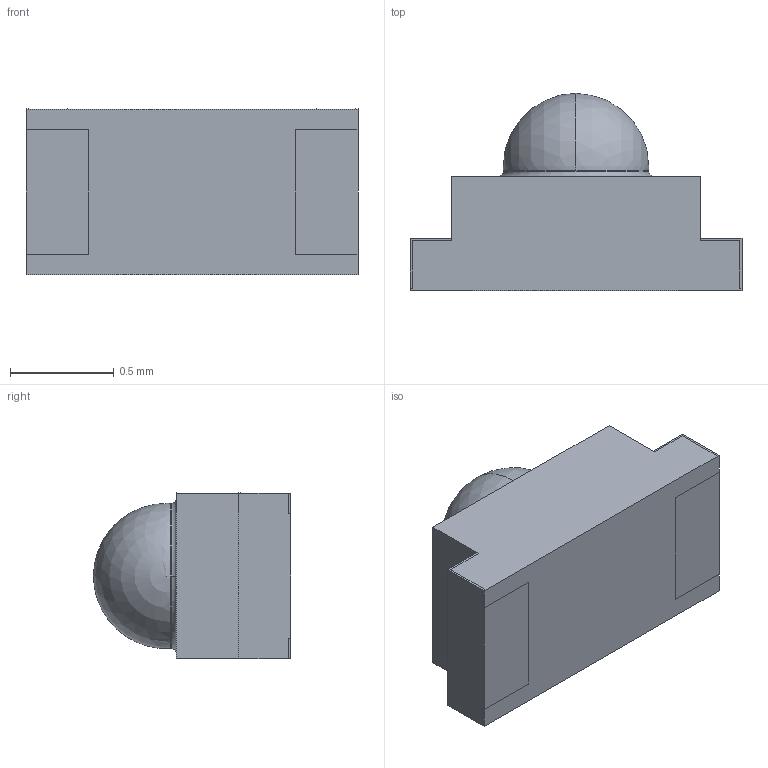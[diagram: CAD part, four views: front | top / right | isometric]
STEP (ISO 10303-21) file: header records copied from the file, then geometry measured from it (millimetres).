
FILE_DESCRIPTION (( 'STEP AP214' ), '1' );
FILE_NAME ('XZCM2CRK53WA-8VF.STEP', '2023-11-24T17:29:06', ( '' ), ( '' ), 'SwSTEP 2.0', 'SolidWorks 2021', '' );
FILE_SCHEMA (( 'AUTOMOTIVE_DESIGN' ));
Length unit declared in the file: millimetre
Products named in the file (1): XZCM2CRK53WA-8VF
Bounding box: 1.6 x 0.95 x 0.8 mm (x, y, z)
Volume: 0.7 mm3; surface area: 7.6 mm2
Topology: 3 solids, 3 shells, 60 faces, 155 edges, 100 vertices
Faces by surface type: plane 54, torus 4, sphere 2
Entity records: 1808 total; most frequent: CARTESIAN_POINT 308, ORIENTED_EDGE 300, DIRECTION 286, EDGE_CURVE 150, LINE 136, VECTOR 136, VERTEX_POINT 97, AXIS2_PLACEMENT_3D 75
